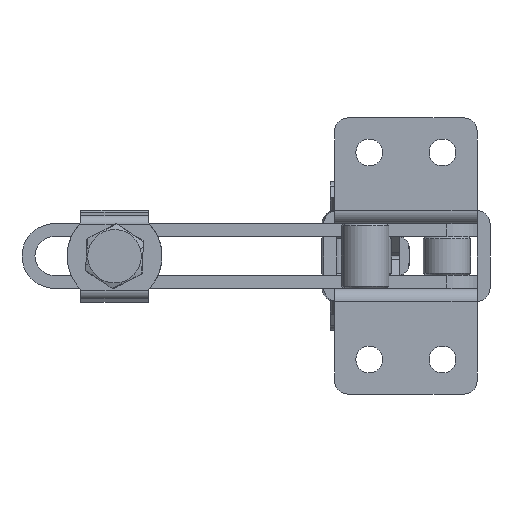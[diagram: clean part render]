
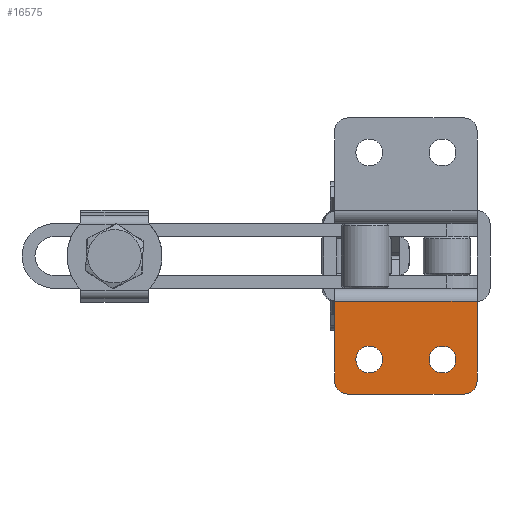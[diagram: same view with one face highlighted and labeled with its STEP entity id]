
A CAD part, front view. The second image highlights one B-rep face of the part: STEP entity #16575.
In plain terms, the highlighted planar face has unit normal (0, -1, 0).
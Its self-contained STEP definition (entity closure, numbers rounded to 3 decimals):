
#19 = DIRECTION ( 'NONE',  ( 1., 0., 0. ) ) ;
#100 = LINE ( 'NONE', #17778, #20862 ) ;
#310 = FACE_OUTER_BOUND ( 'NONE', #21662, .T. ) ;
#416 = EDGE_CURVE ( 'NONE', #11630, #2371, #14849, .T. ) ;
#476 = VERTEX_POINT ( 'NONE', #29557 ) ;
#672 = EDGE_CURVE ( 'NONE', #476, #6591, #9984, .T. ) ;
#1355 = CIRCLE ( 'NONE', #8055, 3. ) ;
#1484 = DIRECTION ( 'NONE',  ( 0., -1., 0. ) ) ;
#2197 = PLANE ( 'NONE',  #31787 ) ;
#2371 = VERTEX_POINT ( 'NONE', #33729 ) ;
#2575 = DIRECTION ( 'NONE',  ( -1., 0., 0. ) ) ;
#2836 = EDGE_CURVE ( 'NONE', #29612, #476, #1355, .T. ) ;
#3022 = ORIENTED_EDGE ( 'NONE', *, *, #29243, .F. ) ;
#3792 = CIRCLE ( 'NONE', #23739, 3.1 ) ;
#3827 = VECTOR ( 'NONE', #19, 1000. ) ;
#4807 = DIRECTION ( 'NONE',  ( 0., 1., 0. ) ) ;
#5450 = LINE ( 'NONE', #13054, #31472 ) ;
#5620 = VECTOR ( 'NONE', #2575, 1000. ) ;
#5630 = CIRCLE ( 'NONE', #21894, 3. ) ;
#5959 = ORIENTED_EDGE ( 'NONE', *, *, #672, .T. ) ;
#6039 = AXIS2_PLACEMENT_3D ( 'NONE', #8170, #26352, #10823 ) ;
#6300 = CARTESIAN_POINT ( 'NONE',  ( 25., 0., -16.6 ) ) ;
#6495 = DIRECTION ( 'NONE',  ( 0., 0., 1. ) ) ;
#6591 = VERTEX_POINT ( 'NONE', #11003 ) ;
#6862 = DIRECTION ( 'NONE',  ( 0., -1., 0. ) ) ;
#6977 = CARTESIAN_POINT ( 'NONE',  ( 3., 0., -18.5 ) ) ;
#7140 = CARTESIAN_POINT ( 'NONE',  ( 30., 0., -18.5 ) ) ;
#7168 = CARTESIAN_POINT ( 'NONE',  ( 8., 0., -16.6 ) ) ;
#8055 = AXIS2_PLACEMENT_3D ( 'NONE', #6977, #6862, #6495 ) ;
#8170 = CARTESIAN_POINT ( 'NONE',  ( 8., 0., -13.5 ) ) ;
#8303 = VERTEX_POINT ( 'NONE', #7168 ) ;
#8347 = ORIENTED_EDGE ( 'NONE', *, *, #26069, .F. ) ;
#9354 = CARTESIAN_POINT ( 'NONE',  ( 0., 0., -21.5 ) ) ;
#9744 = DIRECTION ( 'NONE',  ( 0., 0., 1. ) ) ;
#9970 = VERTEX_POINT ( 'NONE', #11388 ) ;
#9984 = LINE ( 'NONE', #9354, #3827 ) ;
#10232 = EDGE_CURVE ( 'NONE', #23425, #29612, #100, .T. ) ;
#10280 = ORIENTED_EDGE ( 'NONE', *, *, #19261, .F. ) ;
#10823 = DIRECTION ( 'NONE',  ( 0., 0., 1. ) ) ;
#11003 = CARTESIAN_POINT ( 'NONE',  ( 30., 0., -21.5 ) ) ;
#11388 = CARTESIAN_POINT ( 'NONE',  ( 8., 0., -10.4 ) ) ;
#11630 = VERTEX_POINT ( 'NONE', #6300 ) ;
#11854 = DIRECTION ( 'NONE',  ( 0., -1., 0. ) ) ;
#13054 = CARTESIAN_POINT ( 'NONE',  ( 33., 0., 21. ) ) ;
#13325 = FACE_BOUND ( 'NONE', #14412, .T. ) ;
#13339 = AXIS2_PLACEMENT_3D ( 'NONE', #27433, #11854, #30028 ) ;
#13627 = ORIENTED_EDGE ( 'NONE', *, *, #16014, .T. ) ;
#14412 = EDGE_LOOP ( 'NONE', ( #19768, #3022 ) ) ;
#14849 = CIRCLE ( 'NONE', #19974, 3.1 ) ;
#16014 = EDGE_CURVE ( 'NONE', #17872, #23425, #26349, .T. ) ;
#16575 = ADVANCED_FACE ( 'NONE', ( #27123, #310, #13325 ), #2197, .F. ) ;
#16829 = ORIENTED_EDGE ( 'NONE', *, *, #32950, .T. ) ;
#17059 = CARTESIAN_POINT ( 'NONE',  ( 25., 0., -13.5 ) ) ;
#17778 = CARTESIAN_POINT ( 'NONE',  ( 0., 0., 21. ) ) ;
#17872 = VERTEX_POINT ( 'NONE', #29776 ) ;
#18678 = CARTESIAN_POINT ( 'NONE',  ( 33., 0., -18.5 ) ) ;
#19261 = EDGE_CURVE ( 'NONE', #17872, #23314, #5450, .T. ) ;
#19706 = DIRECTION ( 'NONE',  ( 0., 0., 1. ) ) ;
#19768 = ORIENTED_EDGE ( 'NONE', *, *, #24217, .F. ) ;
#19974 = AXIS2_PLACEMENT_3D ( 'NONE', #26712, #26812, #27156 ) ;
#20862 = VECTOR ( 'NONE', #33323, 1000. ) ;
#21060 = CARTESIAN_POINT ( 'NONE',  ( 0., 0., -18.5 ) ) ;
#21662 = EDGE_LOOP ( 'NONE', ( #5959, #16829, #10280, #13627, #27466, #32458 ) ) ;
#21894 = AXIS2_PLACEMENT_3D ( 'NONE', #7140, #25284, #9744 ) ;
#23016 = DIRECTION ( 'NONE',  ( 0., 0., 1. ) ) ;
#23314 = VERTEX_POINT ( 'NONE', #18678 ) ;
#23425 = VERTEX_POINT ( 'NONE', #32613 ) ;
#23437 = CIRCLE ( 'NONE', #6039, 3.1 ) ;
#23739 = AXIS2_PLACEMENT_3D ( 'NONE', #17059, #1484, #19706 ) ;
#23769 = ORIENTED_EDGE ( 'NONE', *, *, #416, .F. ) ;
#24217 = EDGE_CURVE ( 'NONE', #9970, #8303, #23437, .T. ) ;
#25233 = CIRCLE ( 'NONE', #13339, 3.1 ) ;
#25284 = DIRECTION ( 'NONE',  ( 0., -1., 0. ) ) ;
#26069 = EDGE_CURVE ( 'NONE', #2371, #11630, #3792, .T. ) ;
#26349 = LINE ( 'NONE', #33722, #5620 ) ;
#26352 = DIRECTION ( 'NONE',  ( 0., -1., 0. ) ) ;
#26712 = CARTESIAN_POINT ( 'NONE',  ( 25., 0., -13.5 ) ) ;
#26812 = DIRECTION ( 'NONE',  ( 0., -1., 0. ) ) ;
#27123 = FACE_BOUND ( 'NONE', #29540, .T. ) ;
#27156 = DIRECTION ( 'NONE',  ( 0., 0., 1. ) ) ;
#27433 = CARTESIAN_POINT ( 'NONE',  ( 8., 0., -13.5 ) ) ;
#27466 = ORIENTED_EDGE ( 'NONE', *, *, #10232, .T. ) ;
#28650 = DIRECTION ( 'NONE',  ( 0., 0., -1. ) ) ;
#29243 = EDGE_CURVE ( 'NONE', #8303, #9970, #25233, .T. ) ;
#29540 = EDGE_LOOP ( 'NONE', ( #8347, #23769 ) ) ;
#29557 = CARTESIAN_POINT ( 'NONE',  ( 3., 0., -21.5 ) ) ;
#29612 = VERTEX_POINT ( 'NONE', #21060 ) ;
#29776 = CARTESIAN_POINT ( 'NONE',  ( 33., 0., 0. ) ) ;
#30028 = DIRECTION ( 'NONE',  ( 0., 0., 1. ) ) ;
#30747 = CARTESIAN_POINT ( 'NONE',  ( 0., 0., 21. ) ) ;
#31472 = VECTOR ( 'NONE', #28650, 1000. ) ;
#31787 = AXIS2_PLACEMENT_3D ( 'NONE', #30747, #4807, #23016 ) ;
#32458 = ORIENTED_EDGE ( 'NONE', *, *, #2836, .T. ) ;
#32613 = CARTESIAN_POINT ( 'NONE',  ( 0., 0., 0. ) ) ;
#32950 = EDGE_CURVE ( 'NONE', #6591, #23314, #5630, .T. ) ;
#33323 = DIRECTION ( 'NONE',  ( 0., 0., -1. ) ) ;
#33722 = CARTESIAN_POINT ( 'NONE',  ( 0., 0., 0. ) ) ;
#33729 = CARTESIAN_POINT ( 'NONE',  ( 25., 0., -10.4 ) ) ;
